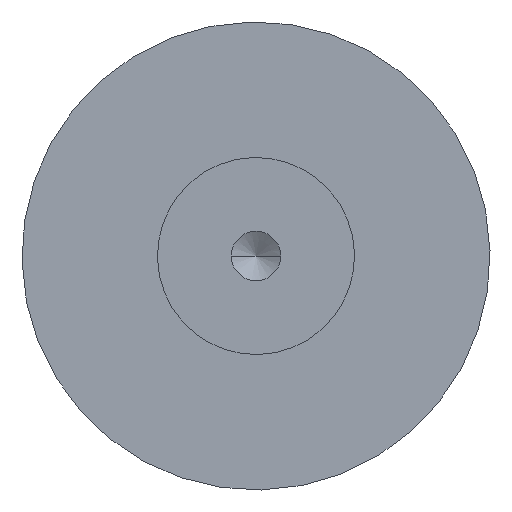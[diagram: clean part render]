
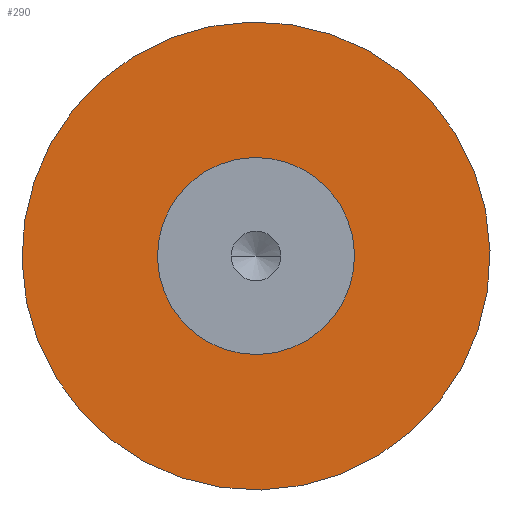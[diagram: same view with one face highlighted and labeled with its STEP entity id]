
A CAD part, front view. The second image highlights one B-rep face of the part: STEP entity #290.
In plain terms, the highlighted planar face has unit normal (0, -1, 0).
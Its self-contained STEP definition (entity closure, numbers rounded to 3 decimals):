
#229=CARTESIAN_POINT('Vertex',(11.57,203.2,21.178)) ;
#232=CARTESIAN_POINT('Axis2P3D Location',(0.,203.2,0.)) ;
#236=CARTESIAN_POINT('Vertex',(-11.57,203.2,-21.178)) ;
#251=CARTESIAN_POINT('Axis2P3D Location',(0.,203.2,0.)) ;
#263=CARTESIAN_POINT('Axis2P3D Location',(0.,203.2,24.132)) ;
#272=CARTESIAN_POINT('Axis2P3D Location',(0.,203.2,0.)) ;
#276=CARTESIAN_POINT('Vertex',(-4.871,203.2,-8.916)) ;
#278=CARTESIAN_POINT('Vertex',(4.871,203.2,8.916)) ;
#281=CARTESIAN_POINT('Axis2P3D Location',(0.,203.2,0.)) ;
#233=DIRECTION('Axis2P3D Direction',(0.,-1.,-0.)) ;
#252=DIRECTION('Axis2P3D Direction',(0.,-1.,-0.)) ;
#264=DIRECTION('Axis2P3D Direction',(0.,1.,0.)) ;
#265=DIRECTION('Axis2P3D XDirection',(1.,-0.,0.)) ;
#273=DIRECTION('Axis2P3D Direction',(0.,1.,0.)) ;
#282=DIRECTION('Axis2P3D Direction',(0.,1.,0.)) ;
#234=AXIS2_PLACEMENT_3D('Circle Axis2P3D',#232,#233,$) ;
#253=AXIS2_PLACEMENT_3D('Circle Axis2P3D',#251,#252,$) ;
#266=AXIS2_PLACEMENT_3D('Plane Axis2P3D',#263,#264,#265) ;
#274=AXIS2_PLACEMENT_3D('Circle Axis2P3D',#272,#273,$) ;
#283=AXIS2_PLACEMENT_3D('Circle Axis2P3D',#281,#282,$) ;
#235=CIRCLE('generated circle',#234,24.132) ;
#254=CIRCLE('generated circle',#253,24.132) ;
#275=CIRCLE('generated circle',#274,10.16) ;
#284=CIRCLE('generated circle',#283,10.16) ;
#267=PLANE('',#266) ;
#289=FACE_BOUND('',#286,.T.) ;
#238=EDGE_CURVE('',#230,#237,#235,.F.) ;
#255=EDGE_CURVE('',#237,#230,#254,.F.) ;
#280=EDGE_CURVE('',#277,#279,#275,.T.) ;
#285=EDGE_CURVE('',#279,#277,#284,.T.) ;
#269=ORIENTED_EDGE('',*,*,#238,.F.) ;
#270=ORIENTED_EDGE('',*,*,#255,.F.) ;
#287=ORIENTED_EDGE('',*,*,#280,.T.) ;
#288=ORIENTED_EDGE('',*,*,#285,.T.) ;
#268=EDGE_LOOP('',(#269,#270)) ;
#286=EDGE_LOOP('',(#287,#288)) ;
#230=VERTEX_POINT('',#229) ;
#237=VERTEX_POINT('',#236) ;
#277=VERTEX_POINT('',#276) ;
#279=VERTEX_POINT('',#278) ;
#290=ADVANCED_FACE('PartBody',(#271,#289),#267,.F.) ;
#271=FACE_OUTER_BOUND('',#268,.T.) ;
